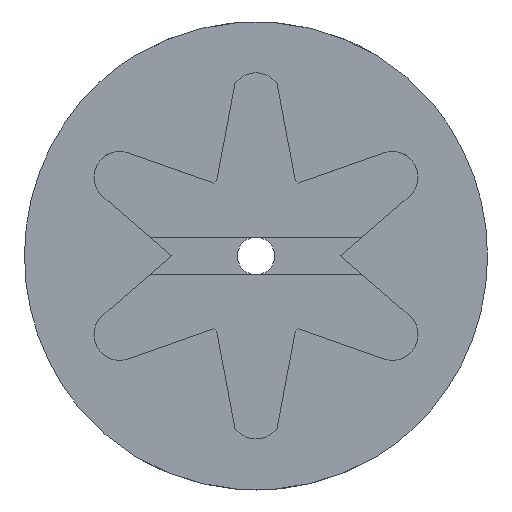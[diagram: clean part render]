
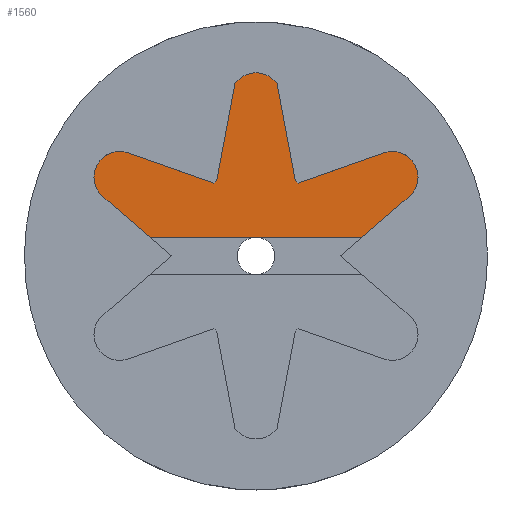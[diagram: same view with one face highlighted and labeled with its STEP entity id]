
A CAD part, top view. The second image highlights one B-rep face of the part: STEP entity #1560.
In plain terms, the highlighted planar face has unit normal (0, 0, 1).
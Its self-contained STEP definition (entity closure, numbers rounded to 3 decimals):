
#46=LINE('',#8110,#162);
#115=LINE('',#8277,#231);
#118=LINE('',#8285,#234);
#120=LINE('',#8289,#236);
#123=LINE('',#8297,#239);
#125=LINE('',#8301,#241);
#128=LINE('',#8308,#244);
#162=VECTOR('',#1793,10.);
#231=VECTOR('',#1956,10.);
#234=VECTOR('',#1965,10.);
#236=VECTOR('',#1969,10.);
#239=VECTOR('',#1978,10.);
#241=VECTOR('',#1982,10.);
#244=VECTOR('',#1991,10.);
#449=FACE_OUTER_BOUND('',#538,.T.);
#538=EDGE_LOOP('',(#1426,#1427,#1428,#1429,#1430,#1431,#1432,#1433,#1434,
#1435));
#584=CIRCLE('',#1656,2.4);
#585=CIRCLE('',#1660,2.4);
#586=CIRCLE('',#1664,2.4);
#677=VERTEX_POINT('',#8107);
#678=VERTEX_POINT('',#8109);
#729=VERTEX_POINT('',#8275);
#730=VERTEX_POINT('',#8279);
#731=VERTEX_POINT('',#8283);
#732=VERTEX_POINT('',#8287);
#733=VERTEX_POINT('',#8291);
#734=VERTEX_POINT('',#8295);
#735=VERTEX_POINT('',#8299);
#736=VERTEX_POINT('',#8303);
#866=EDGE_CURVE('',#678,#677,#46,.T.);
#950=EDGE_CURVE('',#677,#729,#115,.T.);
#952=EDGE_CURVE('',#729,#730,#584,.T.);
#954=EDGE_CURVE('',#730,#731,#118,.T.);
#956=EDGE_CURVE('',#731,#732,#120,.T.);
#958=EDGE_CURVE('',#732,#733,#585,.T.);
#960=EDGE_CURVE('',#733,#734,#123,.T.);
#962=EDGE_CURVE('',#734,#735,#125,.T.);
#964=EDGE_CURVE('',#735,#736,#586,.T.);
#966=EDGE_CURVE('',#736,#678,#128,.T.);
#1426=ORIENTED_EDGE('',*,*,#866,.T.);
#1427=ORIENTED_EDGE('',*,*,#950,.T.);
#1428=ORIENTED_EDGE('',*,*,#952,.T.);
#1429=ORIENTED_EDGE('',*,*,#954,.T.);
#1430=ORIENTED_EDGE('',*,*,#956,.T.);
#1431=ORIENTED_EDGE('',*,*,#958,.T.);
#1432=ORIENTED_EDGE('',*,*,#960,.T.);
#1433=ORIENTED_EDGE('',*,*,#962,.T.);
#1434=ORIENTED_EDGE('',*,*,#964,.T.);
#1435=ORIENTED_EDGE('',*,*,#966,.T.);
#1475=PLANE('',#1670);
#1560=ADVANCED_FACE('',(#449),#1475,.T.);
#1656=AXIS2_PLACEMENT_3D('',#8281,#1960,#1961);
#1660=AXIS2_PLACEMENT_3D('',#8293,#1973,#1974);
#1664=AXIS2_PLACEMENT_3D('',#8305,#1986,#1987);
#1670=AXIS2_PLACEMENT_3D('',#8316,#2003,#2004);
#1793=DIRECTION('',(1.,0.,0.));
#1956=DIRECTION('',(0.759,0.651,0.));
#1960=DIRECTION('center_axis',(0.,0.,1.));
#1961=DIRECTION('ref_axis',(0.651,-0.759,0.));
#1965=DIRECTION('',(-0.944,-0.331,0.));
#1969=DIRECTION('',(-0.185,0.983,0.));
#1973=DIRECTION('center_axis',(0.,0.,1.));
#1974=DIRECTION('ref_axis',(0.983,0.185,0.));
#1978=DIRECTION('',(-0.185,-0.983,0.));
#1982=DIRECTION('',(-0.944,0.331,0.));
#1986=DIRECTION('center_axis',(0.,0.,1.));
#1987=DIRECTION('ref_axis',(0.331,0.944,0.));
#1991=DIRECTION('',(0.759,-0.651,0.));
#2003=DIRECTION('center_axis',(0.,0.,1.));
#2004=DIRECTION('ref_axis',(1.,0.,0.));
#8107=CARTESIAN_POINT('',(9.363,1.6,0.));
#8109=CARTESIAN_POINT('',(-9.363,1.6,0.));
#8110=CARTESIAN_POINT('',(-4.682,1.6,0.));
#8275=CARTESIAN_POINT('',(13.212,4.904,0.));
#8277=CARTESIAN_POINT('',(8.197,0.599,0.));
#8279=CARTESIAN_POINT('',(10.853,8.989,0.));
#8281=CARTESIAN_POINT('Origin',(11.648,6.725,0.));
#8283=CARTESIAN_POINT('',(3.75,6.495,0.));
#8285=CARTESIAN_POINT('',(1.066,5.553,0.));
#8287=CARTESIAN_POINT('',(2.359,13.894,0.));
#8289=CARTESIAN_POINT('',(3.58,7.398,0.));
#8291=CARTESIAN_POINT('',(-2.359,13.894,0.));
#8293=CARTESIAN_POINT('Origin',(0.,13.45,0.));
#8295=CARTESIAN_POINT('',(-3.75,6.495,0.));
#8297=CARTESIAN_POINT('',(-4.276,3.699,0.));
#8299=CARTESIAN_POINT('',(-10.853,8.989,0.));
#8301=CARTESIAN_POINT('',(-4.617,6.8,0.));
#8303=CARTESIAN_POINT('',(-13.212,4.904,0.));
#8305=CARTESIAN_POINT('Origin',(-11.648,6.725,0.));
#8308=CARTESIAN_POINT('',(-5.341,-1.853,0.));
#8316=CARTESIAN_POINT('Origin',(0.,0.,0.));
